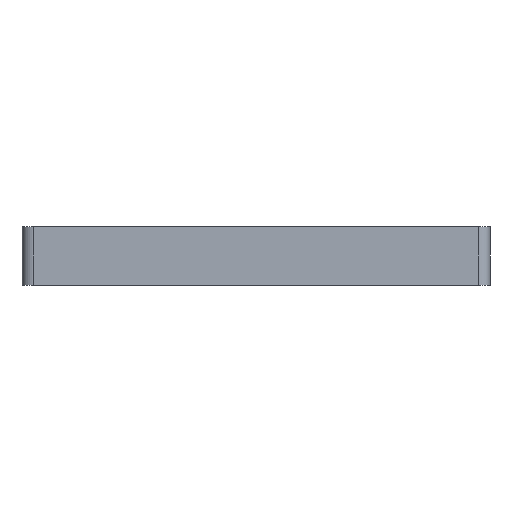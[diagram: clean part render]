
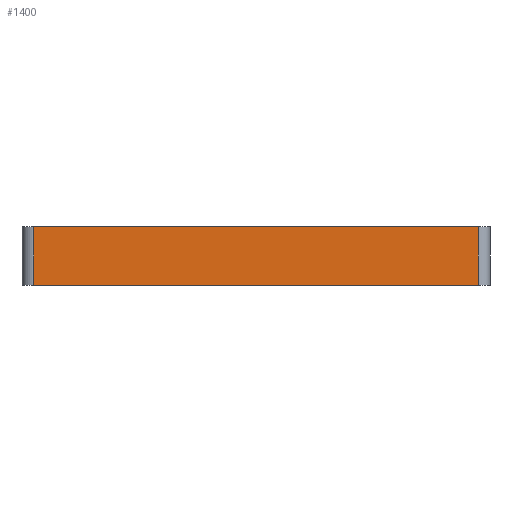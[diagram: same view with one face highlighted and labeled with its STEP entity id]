
A CAD part, front view. The second image highlights one B-rep face of the part: STEP entity #1400.
In plain terms, the highlighted planar face has unit normal (0, -1, 0).
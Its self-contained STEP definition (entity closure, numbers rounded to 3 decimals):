
#9 = EDGE_CURVE ( 'NONE', #1338, #1307, #127, .T. ) ;
#68 = LINE ( 'NONE', #1986, #542 ) ;
#122 = CARTESIAN_POINT ( 'NONE',  ( 1., 0., 0. ) ) ;
#127 = LINE ( 'NONE', #1270, #1286 ) ;
#316 = EDGE_CURVE ( 'NONE', #1645, #1344, #430, .T. ) ;
#365 = CARTESIAN_POINT ( 'NONE',  ( 0., 0., 0. ) ) ;
#388 = CARTESIAN_POINT ( 'NONE',  ( 1., 0., 5. ) ) ;
#430 = LINE ( 'NONE', #122, #748 ) ;
#455 = CARTESIAN_POINT ( 'NONE',  ( 39., 0., 5. ) ) ;
#502 = VECTOR ( 'NONE', #536, 1000. ) ;
#536 = DIRECTION ( 'NONE',  ( 1., 0., 0. ) ) ;
#542 = VECTOR ( 'NONE', #1176, 1000. ) ;
#622 = EDGE_CURVE ( 'NONE', #1645, #1307, #68, .T. ) ;
#652 = EDGE_LOOP ( 'NONE', ( #993, #1647, #1969, #1492 ) ) ;
#748 = VECTOR ( 'NONE', #1425, 1000. ) ;
#783 = DIRECTION ( 'NONE',  ( 0., 0., 1. ) ) ;
#935 = PLANE ( 'NONE',  #1558 ) ;
#993 = ORIENTED_EDGE ( 'NONE', *, *, #1668, .T. ) ;
#1176 = DIRECTION ( 'NONE',  ( 1., 0., 0. ) ) ;
#1239 = FACE_OUTER_BOUND ( 'NONE', #652, .T. ) ;
#1247 = DIRECTION ( 'NONE',  ( 0., 0., 1. ) ) ;
#1270 = CARTESIAN_POINT ( 'NONE',  ( 39., 0., 5. ) ) ;
#1286 = VECTOR ( 'NONE', #783, 1000. ) ;
#1307 = VERTEX_POINT ( 'NONE', #455 ) ;
#1338 = VERTEX_POINT ( 'NONE', #1451 ) ;
#1344 = VERTEX_POINT ( 'NONE', #2098 ) ;
#1400 = ADVANCED_FACE ( 'NONE', ( #1239 ), #935, .F. ) ;
#1425 = DIRECTION ( 'NONE',  ( 0., 0., -1. ) ) ;
#1451 = CARTESIAN_POINT ( 'NONE',  ( 39., 0., 0. ) ) ;
#1492 = ORIENTED_EDGE ( 'NONE', *, *, #316, .T. ) ;
#1558 = AXIS2_PLACEMENT_3D ( 'NONE', #1707, #2033, #1247 ) ;
#1645 = VERTEX_POINT ( 'NONE', #388 ) ;
#1647 = ORIENTED_EDGE ( 'NONE', *, *, #9, .T. ) ;
#1668 = EDGE_CURVE ( 'NONE', #1344, #1338, #2007, .T. ) ;
#1707 = CARTESIAN_POINT ( 'NONE',  ( 0., 0., 5. ) ) ;
#1969 = ORIENTED_EDGE ( 'NONE', *, *, #622, .F. ) ;
#1986 = CARTESIAN_POINT ( 'NONE',  ( 0., 0., 5. ) ) ;
#2007 = LINE ( 'NONE', #365, #502 ) ;
#2033 = DIRECTION ( 'NONE',  ( 0., 1., 0. ) ) ;
#2098 = CARTESIAN_POINT ( 'NONE',  ( 1., 0., 0. ) ) ;
